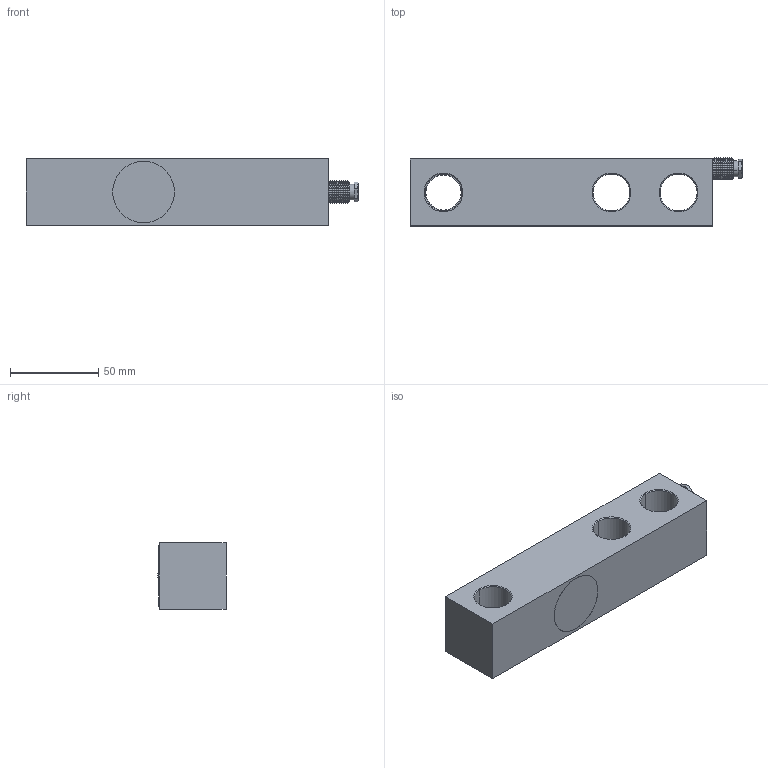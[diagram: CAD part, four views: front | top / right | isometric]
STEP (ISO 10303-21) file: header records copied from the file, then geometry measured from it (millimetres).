
FILE_DESCRIPTION(('STEP AP214'),'1');
FILE_NAME('FTP 3000-5000 kg.stp','2018-01-12T14:16:28',(' '),(' '),'Spatial InterOp 3D',' ',' ');
FILE_SCHEMA(('AUTOMOTIVE_DESIGN { 1 0 10303 214 1 1 1 1 }'));
Length unit declared in the file: metre
Products named in the file (3): FTP 3000-5000 kg; corpo; pressacavo ¼ GAS
Assembly tree (2 placements, depth 2):
  FTP 3000-5000 kg
    corpo
    pressacavo ¼ GAS
Bounding box: 188.38 x 38.85 x 38 mm (x, y, z)
Volume: 210645.9 mm3; surface area: 35306.8 mm2
Topology: 2 solids, 2 shells, 145 faces, 298 edges, 166 vertices
Faces by surface type: cone 68, torus 32, plane 23, cylinder 22
Entity records: 5063 total; most frequent: DIRECTION 748, CARTESIAN_POINT 684, ORIENTED_EDGE 596, AXIS2_PLACEMENT_3D 326, EDGE_CURVE 298, CIRCLE 178, VERTEX_POINT 166, EDGE_LOOP 160
